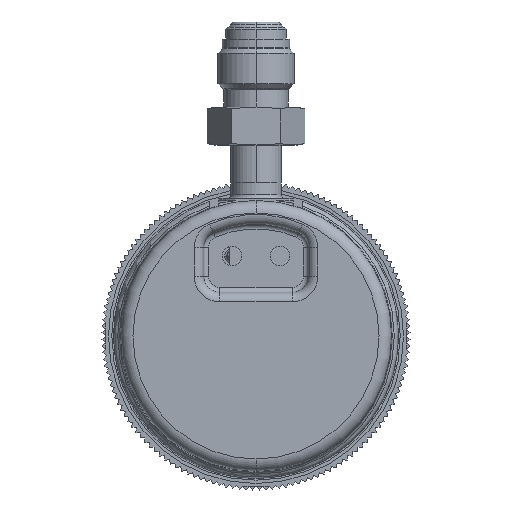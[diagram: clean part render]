
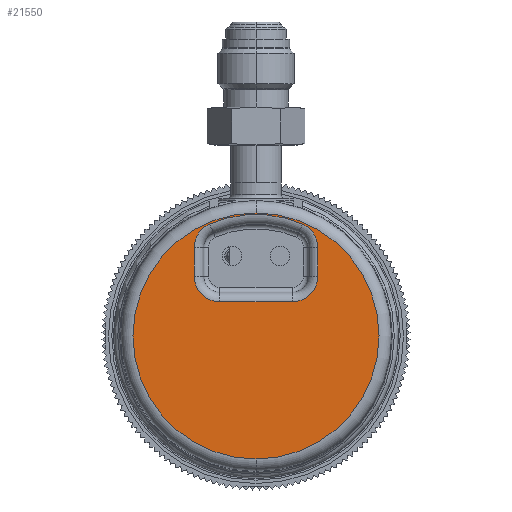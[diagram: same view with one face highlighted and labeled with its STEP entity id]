
A CAD part, front view. The second image highlights one B-rep face of the part: STEP entity #21550.
In plain terms, the highlighted face is planar.
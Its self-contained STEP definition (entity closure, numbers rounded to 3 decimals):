
#19417=CARTESIAN_POINT('',(0.,0.,0.));
#19418=DIRECTION('',(0.,0.,-1.));
#19419=DIRECTION('',(0.,1.,0.));
#19420=AXIS2_PLACEMENT_3D('',#19417,#19418,#19419);
#19976=CARTESIAN_POINT('',(-6.8,16.59,0.));
#19977=DIRECTION('',(0.,0.,1.));
#19978=DIRECTION('',(-0.398,0.918,0.));
#19979=AXIS2_PLACEMENT_3D('',#19976,#19977,#19978);
#19986=CARTESIAN_POINT('',(0.,0.9,0.));
#19987=DIRECTION('',(0.,0.,1.));
#19988=DIRECTION('',(0.398,0.918,0.));
#19989=AXIS2_PLACEMENT_3D('',#19986,#19987,#19988);
#19996=CARTESIAN_POINT('',(6.8,16.59,0.));
#19997=DIRECTION('',(0.,0.,1.));
#19998=DIRECTION('',(1.,0.,0.));
#19999=AXIS2_PLACEMENT_3D('',#19996,#19997,#19998);
#20006=DIRECTION('',(0.,1.,0.));
#20007=VECTOR('',#20006,5.39);
#20008=CARTESIAN_POINT('',(11.6,11.2,0.));
#20009=LINE('',#20008,#20007);
#20015=CARTESIAN_POINT('',(6.8,11.2,0.));
#20016=DIRECTION('',(0.,0.,1.));
#20017=DIRECTION('',(0.,-1.,0.));
#20018=AXIS2_PLACEMENT_3D('',#20015,#20016,#20017);
#20025=DIRECTION('',(1.,0.,0.));
#20026=VECTOR('',#20025,13.6);
#20027=CARTESIAN_POINT('',(-6.8,6.4,0.));
#20028=LINE('',#20027,#20026);
#20034=CARTESIAN_POINT('',(-6.8,11.2,0.));
#20035=DIRECTION('',(0.,0.,1.));
#20036=DIRECTION('',(-1.,0.,0.));
#20037=AXIS2_PLACEMENT_3D('',#20034,#20035,#20036);
#20044=DIRECTION('',(0.,-1.,0.));
#20045=VECTOR('',#20044,5.39);
#20046=CARTESIAN_POINT('',(-11.6,16.59,0.));
#20047=LINE('',#20046,#20045);
#21182=CARTESIAN_POINT('',(0.,0.,0.));
#21183=DIRECTION('',(0.,0.,1.));
#21184=DIRECTION('',(0.,1.,0.));
#21185=AXIS2_PLACEMENT_3D('',#21182,#21183,#21184);
#21260=CARTESIAN_POINT('',(0.,23.076,0.));
#21261=CARTESIAN_POINT('',(0.,-23.076,0.));
#21262=VERTEX_POINT('',#21260);
#21263=VERTEX_POINT('',#21261);
#21473=CARTESIAN_POINT('',(8.709,20.994,
0.));
#21474=CARTESIAN_POINT('',(-8.709,20.994,
0.));
#21475=VERTEX_POINT('',#21473);
#21476=VERTEX_POINT('',#21474);
#21477=CARTESIAN_POINT('',(-11.6,16.59,
0.));
#21478=VERTEX_POINT('',#21477);
#21479=CARTESIAN_POINT('',(-11.6,11.2,0.));
#21480=VERTEX_POINT('',#21479);
#21481=CARTESIAN_POINT('',(-6.8,6.4,0.));
#21482=VERTEX_POINT('',#21481);
#21483=CARTESIAN_POINT('',(6.8,6.4,0.));
#21484=VERTEX_POINT('',#21483);
#21485=CARTESIAN_POINT('',(11.6,11.2,0.));
#21486=VERTEX_POINT('',#21485);
#21487=CARTESIAN_POINT('',(11.6,16.59,0.));
#21488=VERTEX_POINT('',#21487);
#21521=CARTESIAN_POINT('',(0.,0.,0.));
#21522=DIRECTION('',(0.,0.,-1.));
#21523=DIRECTION('',(0.,-1.,0.));
#21524=AXIS2_PLACEMENT_3D('',#21521,#21522,#21523);
#21525=PLANE('',#21524);
#21527=ORIENTED_EDGE('',*,*,#21526,.F.);
#21529=ORIENTED_EDGE('',*,*,#21528,.T.);
#21530=EDGE_LOOP('',(#21527,#21529));
#21531=FACE_OUTER_BOUND('',#21530,.F.);
#21533=ORIENTED_EDGE('',*,*,#21532,.F.);
#21535=ORIENTED_EDGE('',*,*,#21534,.F.);
#21537=ORIENTED_EDGE('',*,*,#21536,.F.);
#21539=ORIENTED_EDGE('',*,*,#21538,.F.);
#21541=ORIENTED_EDGE('',*,*,#21540,.F.);
#21543=ORIENTED_EDGE('',*,*,#21542,.F.);
#21545=ORIENTED_EDGE('',*,*,#21544,.F.);
#21547=ORIENTED_EDGE('',*,*,#21546,.F.);
#21548=EDGE_LOOP('',(#21533,#21535,#21537,#21539,#21541,#21543,#21545,#21547));
#21549=FACE_BOUND('',#21548,.F.);
#21550=ADVANCED_FACE('',(#21531,#21549),#21525,.T.);
#19421=CIRCLE('',#19420,23.076);
#19980=CIRCLE('',#19979,4.8);
#19990=CIRCLE('',#19989,21.9);
#20000=CIRCLE('',#19999,4.8);
#20019=CIRCLE('',#20018,4.8);
#20038=CIRCLE('',#20037,4.8);
#21186=CIRCLE('',#21185,23.076);
#21526=EDGE_CURVE('',#21262,#21263,#19421,.T.);
#21528=EDGE_CURVE('',#21262,#21263,#21186,.T.);
#21532=EDGE_CURVE('',#21475,#21476,#19990,.T.);
#21534=EDGE_CURVE('',#21488,#21475,#20000,.T.);
#21536=EDGE_CURVE('',#21486,#21488,#20009,.T.);
#21538=EDGE_CURVE('',#21484,#21486,#20019,.T.);
#21540=EDGE_CURVE('',#21482,#21484,#20028,.T.);
#21542=EDGE_CURVE('',#21480,#21482,#20038,.T.);
#21544=EDGE_CURVE('',#21478,#21480,#20047,.T.);
#21546=EDGE_CURVE('',#21476,#21478,#19980,.T.);
